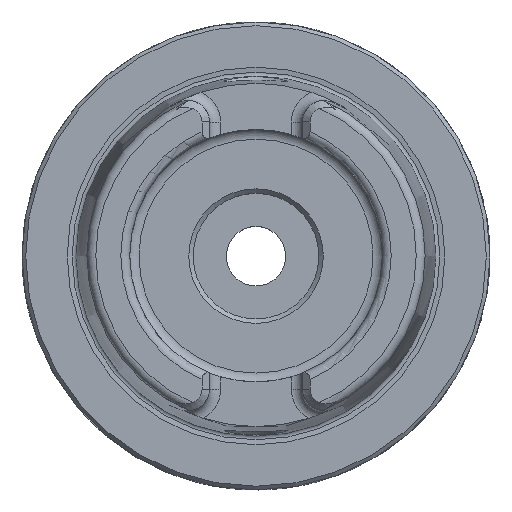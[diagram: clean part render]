
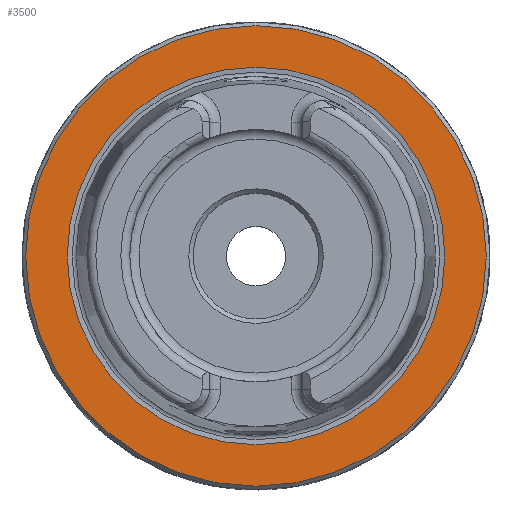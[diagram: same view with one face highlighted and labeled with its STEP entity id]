
A CAD part, top view. The second image highlights one B-rep face of the part: STEP entity #3500.
In plain terms, the highlighted planar face has unit normal (0, 0, 1).
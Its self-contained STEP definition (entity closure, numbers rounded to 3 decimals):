
#412=PLANE('',#3744);
#815=ORIENTED_EDGE('',*,*,#1322,.T.);
#816=ORIENTED_EDGE('',*,*,#1320,.F.);
#1320=EDGE_CURVE('',#1573,#1573,#1705,.T.);
#1322=EDGE_CURVE('',#1575,#1575,#1707,.T.);
#1573=VERTEX_POINT('',#5537);
#1575=VERTEX_POINT('',#5542);
#1705=CIRCLE('',#3742,25.418);
#1707=CIRCLE('',#3745,31.);
#1873=EDGE_LOOP('',(#815));
#1874=EDGE_LOOP('',(#816));
#2112=FACE_BOUND('',#1873,.T.);
#2113=FACE_BOUND('',#1874,.T.);
#3500=ADVANCED_FACE('',(#2112,#2113),#412,.T.);
#3742=AXIS2_PLACEMENT_3D('',#5536,#4292,#4293);
#3744=AXIS2_PLACEMENT_3D('',#5540,#4296,#4297);
#3745=AXIS2_PLACEMENT_3D('',#5541,#4298,#4299);
#4292=DIRECTION('',(0.,0.,1.));
#4293=DIRECTION('',(1.,0.,0.));
#4296=DIRECTION('',(0.,0.,1.));
#4297=DIRECTION('',(1.,0.,0.));
#4298=DIRECTION('',(0.,0.,1.));
#4299=DIRECTION('',(1.,0.,0.));
#5536=CARTESIAN_POINT('',(0.,0.,0.));
#5537=CARTESIAN_POINT('',(25.418,0.,0.));
#5540=CARTESIAN_POINT('',(31.,0.,0.));
#5541=CARTESIAN_POINT('',(0.,0.,0.));
#5542=CARTESIAN_POINT('',(31.,0.,0.));
